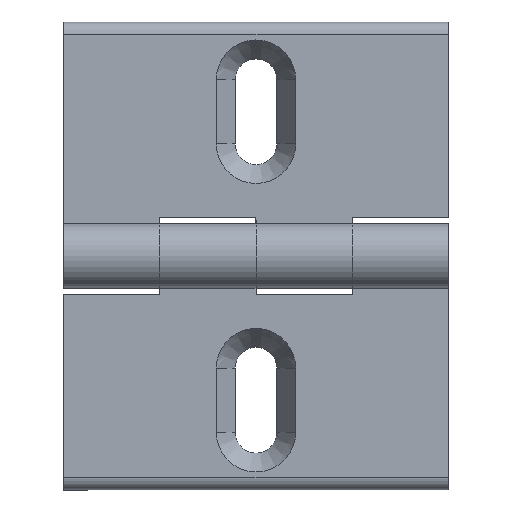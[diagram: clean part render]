
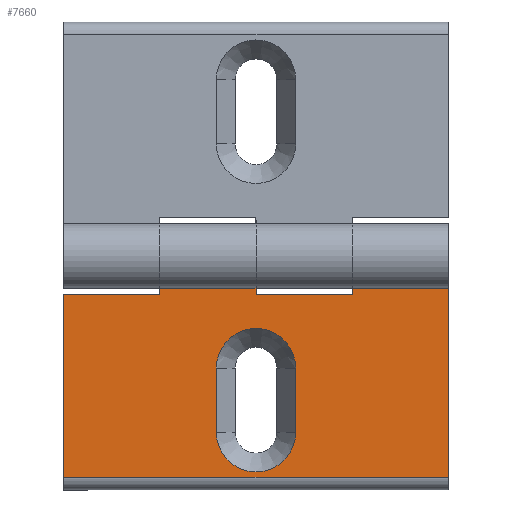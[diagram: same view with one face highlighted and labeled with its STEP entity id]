
A CAD part, top view. The second image highlights one B-rep face of the part: STEP entity #7660.
In plain terms, the highlighted face is planar.
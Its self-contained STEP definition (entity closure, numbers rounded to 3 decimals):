
#3380=CARTESIAN_POINT('',(-22.5,-11.,0.));
#3390=VERTEX_POINT('',#3380);
#3420=CARTESIAN_POINT('',(-22.5,-11.,-0.15));
#3430=DIRECTION('',(0.,0.,1.));
#3440=VECTOR('',#3430,1.);
#3450=LINE('',#3420,#3440);
#3460=CARTESIAN_POINT('',(-22.5,-11.,15.));
#3470=VERTEX_POINT('',#3460);
#3480=EDGE_CURVE('',#3390,#3470,#3450,.T.);
#3650=CARTESIAN_POINT('',(-22.5,-10.,15.));
#3660=DIRECTION('',(0.,-1.,0.));
#3670=VECTOR('',#3660,1.);
#3680=LINE('',#3650,#3670);
#3690=CARTESIAN_POINT('',(-22.5,-12.,15.));
#3700=VERTEX_POINT('',#3690);
#3710=EDGE_CURVE('',#3470,#3700,#3680,.T.);
#4490=CARTESIAN_POINT('',(-22.5,-40.5,-30.));
#4500=VERTEX_POINT('',#4490);
#4530=CARTESIAN_POINT('',(-22.5,-10.,-30.));
#4540=DIRECTION('',(0.,-1.,0.));
#4550=VECTOR('',#4540,1.);
#4560=LINE('',#4530,#4550);
#4570=CARTESIAN_POINT('',(-22.5,-11.,-30.));
#4580=VERTEX_POINT('',#4570);
#4590=EDGE_CURVE('',#4580,#4500,#4560,.T.);
#6040=CARTESIAN_POINT('',(-22.5,-5.,6.191));
#6050=DIRECTION('',(0.,1.,0.));
#6060=VECTOR('',#6050,1.);
#6070=LINE('',#6040,#6060);
#6080=CARTESIAN_POINT('',(-22.5,-33.5,6.191));
#6090=VERTEX_POINT('',#6080);
#6100=CARTESIAN_POINT('',(-22.5,-23.5,6.191));
#6110=VERTEX_POINT('',#6100);
#6120=EDGE_CURVE('',#6090,#6110,#6070,.T.);
#6770=CARTESIAN_POINT('',(-22.5,-20.705,-30.5));
#6780=DIRECTION('',(1.,0.,0.));
#6790=DIRECTION('',(0.,-1.,0.));
#6800=AXIS2_PLACEMENT_3D('',#6770,#6780,#6790);
#6810=PLANE('',#6800);
#6820=CARTESIAN_POINT('',(-22.5,-23.5,0.));
#6830=DIRECTION('',(-1.,0.,0.));
#6840=DIRECTION('',(0.,-1.,0.));
#6850=AXIS2_PLACEMENT_3D('',#6820,#6830,#6840);
#6860=CIRCLE('',#6850,6.191);
#6870=CARTESIAN_POINT('',(-22.5,-23.5,-6.191));
#6880=VERTEX_POINT('',#6870);
#6890=EDGE_CURVE('',#6110,#6880,#6860,.T.);
#6900=ORIENTED_EDGE('',*,*,#6890,.T.);
#6910=ORIENTED_EDGE('',*,*,#6120,.T.);
#6920=CARTESIAN_POINT('',(-22.5,-33.5,0.));
#6930=DIRECTION('',(-1.,0.,0.));
#6940=DIRECTION('',(0.,-1.,0.));
#6950=AXIS2_PLACEMENT_3D('',#6920,#6930,#6940);
#6960=CIRCLE('',#6950,6.191);
#6970=CARTESIAN_POINT('',(-22.5,-33.5,-6.191));
#6980=VERTEX_POINT('',#6970);
#6990=EDGE_CURVE('',#6980,#6090,#6960,.T.);
#7000=ORIENTED_EDGE('',*,*,#6990,.T.);
#7010=CARTESIAN_POINT('',(-22.5,-5.,-6.191));
#7020=DIRECTION('',(0.,-1.,0.));
#7030=VECTOR('',#7020,1.);
#7040=LINE('',#7010,#7030);
#7050=EDGE_CURVE('',#6880,#6980,#7040,.T.);
#7060=ORIENTED_EDGE('',*,*,#7050,.T.);
#7070=EDGE_LOOP('',(#7060,#7000,#6910,#6900));
#7080=FACE_BOUND('',#7070,.T.);
#7090=ORIENTED_EDGE('',*,*,#3710,.T.);
#7100=ORIENTED_EDGE('',*,*,#3480,.T.);
#7110=CARTESIAN_POINT('',(-22.5,-10.,0.));
#7120=DIRECTION('',(0.,-1.,0.));
#7130=VECTOR('',#7120,1.);
#7140=LINE('',#7110,#7130);
#7150=CARTESIAN_POINT('',(-22.5,-12.,0.));
#7160=VERTEX_POINT('',#7150);
#7170=EDGE_CURVE('',#3390,#7160,#7140,.T.);
#7180=ORIENTED_EDGE('',*,*,#7170,.F.);
#7190=CARTESIAN_POINT('',(-22.5,-12.,0.));
#7200=DIRECTION('',(0.,0.,-1.));
#7210=VECTOR('',#7200,1.);
#7220=LINE('',#7190,#7210);
#7230=CARTESIAN_POINT('',(-22.5,-12.,-15.));
#7240=VERTEX_POINT('',#7230);
#7250=EDGE_CURVE('',#7160,#7240,#7220,.T.);
#7260=ORIENTED_EDGE('',*,*,#7250,.F.);
#7270=CARTESIAN_POINT('',(-22.5,-10.,-15.));
#7280=DIRECTION('',(0.,-1.,0.));
#7290=VECTOR('',#7280,1.);
#7300=LINE('',#7270,#7290);
#7310=CARTESIAN_POINT('',(-22.5,-11.,-15.));
#7320=VERTEX_POINT('',#7310);
#7330=EDGE_CURVE('',#7320,#7240,#7300,.T.);
#7340=ORIENTED_EDGE('',*,*,#7330,.T.);
#7350=CARTESIAN_POINT('',(-22.5,-11.,-30.15));
#7360=DIRECTION('',(0.,0.,1.));
#7370=VECTOR('',#7360,1.);
#7380=LINE('',#7350,#7370);
#7390=EDGE_CURVE('',#4580,#7320,#7380,.T.);
#7400=ORIENTED_EDGE('',*,*,#7390,.T.);
#7410=ORIENTED_EDGE('',*,*,#4590,.F.);
#7420=CARTESIAN_POINT('',(-22.5,-40.5,30.));
#7430=DIRECTION('',(0.,0.,-1.));
#7440=VECTOR('',#7430,1.);
#7450=LINE('',#7420,#7440);
#7460=CARTESIAN_POINT('',(-22.5,-40.5,30.));
#7470=VERTEX_POINT('',#7460);
#7480=EDGE_CURVE('',#7470,#4500,#7450,.T.);
#7490=ORIENTED_EDGE('',*,*,#7480,.T.);
#7500=CARTESIAN_POINT('',(-22.5,-10.,30.));
#7510=DIRECTION('',(0.,-1.,0.));
#7520=VECTOR('',#7510,1.);
#7530=LINE('',#7500,#7520);
#7540=CARTESIAN_POINT('',(-22.5,-12.,30.));
#7550=VERTEX_POINT('',#7540);
#7560=EDGE_CURVE('',#7550,#7470,#7530,.T.);
#7570=ORIENTED_EDGE('',*,*,#7560,.T.);
#7580=CARTESIAN_POINT('',(-22.5,-12.,0.));
#7590=DIRECTION('',(0.,0.,-1.));
#7600=VECTOR('',#7590,1.);
#7610=LINE('',#7580,#7600);
#7620=EDGE_CURVE('',#7550,#3700,#7610,.T.);
#7630=ORIENTED_EDGE('',*,*,#7620,.F.);
#7640=EDGE_LOOP('',(#7630,#7570,#7490,#7410,#7400,#7340,#7260,#7180,
#7100,#7090));
#7650=FACE_OUTER_BOUND('',#7640,.T.);
#7660=ADVANCED_FACE('',(#7080,#7650),#6810,.T.);
